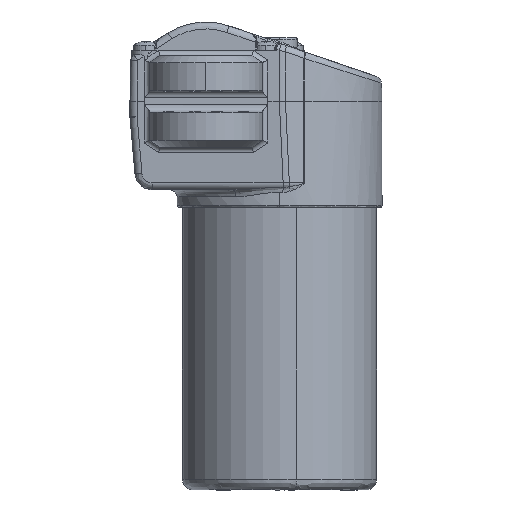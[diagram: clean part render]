
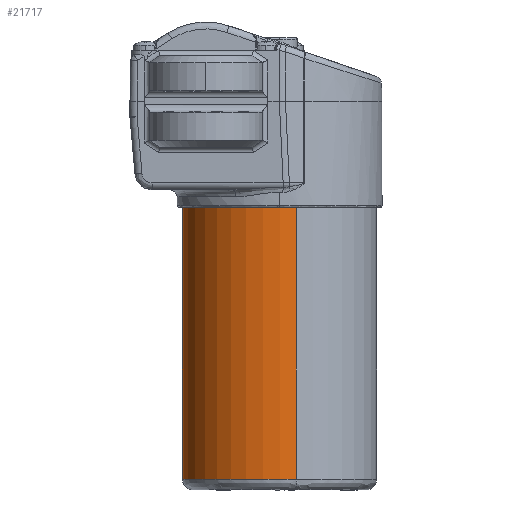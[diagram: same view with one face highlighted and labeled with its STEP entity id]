
A CAD part, left-side view. The second image highlights one B-rep face of the part: STEP entity #21717.
In plain terms, the highlighted cylindrical face has radius 27.5 mm (diameter 55 mm), a partial arc.
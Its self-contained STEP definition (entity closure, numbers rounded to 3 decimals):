
#1015 = DIRECTION ( 'NONE',  ( 0., 0., 1. ) ) ;
#1199 = DIRECTION ( 'NONE',  ( 0., 0., -1. ) ) ;
#1442 = DIRECTION ( 'NONE',  ( -1., 0., 0. ) ) ;
#1501 = CARTESIAN_POINT ( 'NONE',  ( 1.695, -4.986, -15.003 ) ) ;
#2774 = CARTESIAN_POINT ( 'NONE',  ( 1.695, -4.986, -95.003 ) ) ;
#2779 = ORIENTED_EDGE ( 'NONE', *, *, #12224, .T. ) ;
#4697 = EDGE_LOOP ( 'NONE', ( #14059, #2779, #21333, #7526 ) ) ;
#5304 = VERTEX_POINT ( 'NONE', #7972 ) ;
#6014 = CARTESIAN_POINT ( 'NONE',  ( -52.469, -14.537, -15.003 ) ) ;
#6268 = LINE ( 'NONE', #9653, #16607 ) ;
#7422 = EDGE_CURVE ( 'NONE', #15568, #13912, #6268, .T. ) ;
#7526 = ORIENTED_EDGE ( 'NONE', *, *, #7422, .F. ) ;
#7972 = CARTESIAN_POINT ( 'NONE',  ( 1.695, -4.986, -92.003 ) ) ;
#8029 = CARTESIAN_POINT ( 'NONE',  ( -25.387, -9.762, -15.003 ) ) ;
#9566 = CIRCLE ( 'NONE', #20695, 27.5 ) ;
#9604 = FACE_OUTER_BOUND ( 'NONE', #4697, .T. ) ;
#9653 = CARTESIAN_POINT ( 'NONE',  ( -52.469, -14.537, -95.003 ) ) ;
#9992 = DIRECTION ( 'NONE',  ( 0., 0., 1. ) ) ;
#10258 = CYLINDRICAL_SURFACE ( 'NONE', #15251, 27.5 ) ;
#12224 = EDGE_CURVE ( 'NONE', #12952, #5304, #23482, .T. ) ;
#12316 = EDGE_CURVE ( 'NONE', #12952, #15568, #9566, .T. ) ;
#12451 = DIRECTION ( 'NONE',  ( 0., 0., -1. ) ) ;
#12952 = VERTEX_POINT ( 'NONE', #1501 ) ;
#13912 = VERTEX_POINT ( 'NONE', #16508 ) ;
#14059 = ORIENTED_EDGE ( 'NONE', *, *, #12316, .F. ) ;
#14329 = CARTESIAN_POINT ( 'NONE',  ( -25.387, -9.762, -95.003 ) ) ;
#14504 = DIRECTION ( 'NONE',  ( -0.985, -0.174, 0. ) ) ;
#15251 = AXIS2_PLACEMENT_3D ( 'NONE', #14329, #12451, #14504 ) ;
#15568 = VERTEX_POINT ( 'NONE', #6014 ) ;
#15602 = DIRECTION ( 'NONE',  ( -0.985, -0.174, 0. ) ) ;
#15730 = AXIS2_PLACEMENT_3D ( 'NONE', #21788, #1015, #15602 ) ;
#16508 = CARTESIAN_POINT ( 'NONE',  ( -52.469, -14.537, -92.003 ) ) ;
#16607 = VECTOR ( 'NONE', #1199, 1000. ) ;
#17328 = EDGE_CURVE ( 'NONE', #5304, #13912, #20747, .T. ) ;
#17973 = VECTOR ( 'NONE', #23448, 1000. ) ;
#20695 = AXIS2_PLACEMENT_3D ( 'NONE', #8029, #9992, #1442 ) ;
#20747 = CIRCLE ( 'NONE', #15730, 27.5 ) ;
#21333 = ORIENTED_EDGE ( 'NONE', *, *, #17328, .T. ) ;
#21717 = ADVANCED_FACE ( 'NONE', ( #9604 ), #10258, .T. ) ;
#21788 = CARTESIAN_POINT ( 'NONE',  ( -25.387, -9.762, -92.003 ) ) ;
#23448 = DIRECTION ( 'NONE',  ( 0., 0., -1. ) ) ;
#23482 = LINE ( 'NONE', #2774, #17973 ) ;
